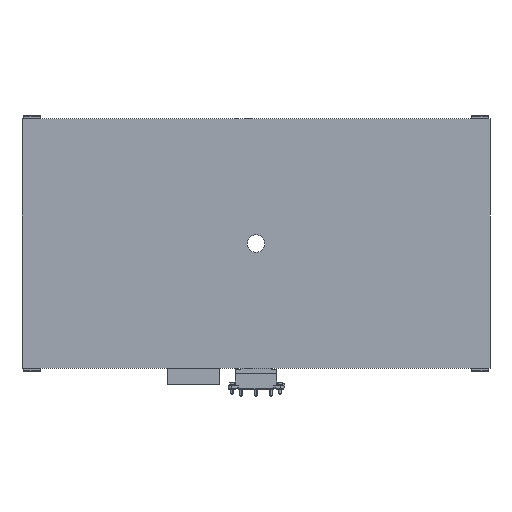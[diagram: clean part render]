
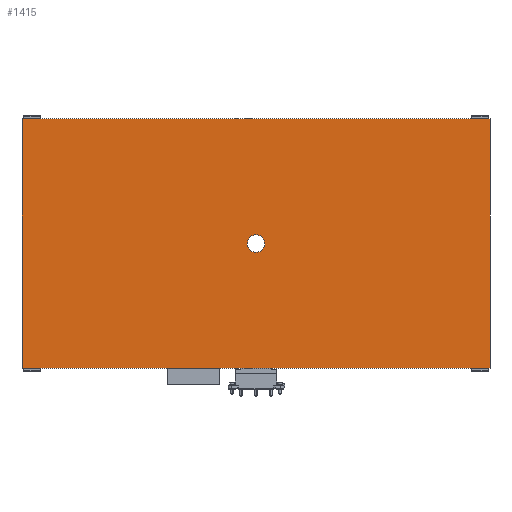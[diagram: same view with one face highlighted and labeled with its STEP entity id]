
A CAD part, left-side view. The second image highlights one B-rep face of the part: STEP entity #1415.
In plain terms, the highlighted face is planar.
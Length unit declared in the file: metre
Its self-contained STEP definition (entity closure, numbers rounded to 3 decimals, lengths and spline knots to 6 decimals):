
#1415=ADVANCED_FACE('',(#2402,#2403),#2404,.T.);
#2402=FACE_OUTER_BOUND('',#3549,.T.);
#2403=FACE_BOUND('',#3550,.T.);
#2404=PLANE('',#3551);
#3549=EDGE_LOOP('',(#6947,#6948,#6949,#6950));
#3550=EDGE_LOOP('',(#6951,#6952));
#3551=AXIS2_PLACEMENT_3D('',#6953,#6954,#6955);
#6947=ORIENTED_EDGE('',*,*,#8809,.F.);
#6948=ORIENTED_EDGE('',*,*,#8798,.F.);
#6949=ORIENTED_EDGE('',*,*,#8810,.F.);
#6950=ORIENTED_EDGE('',*,*,#8806,.F.);
#6951=ORIENTED_EDGE('',*,*,#8795,.T.);
#6952=ORIENTED_EDGE('',*,*,#8811,.T.);
#6953=CARTESIAN_POINT('',(0.09,0.,0.0209));
#6954=DIRECTION('',(0.0,0.,-1.0));
#6955=DIRECTION('',(0.0,-1.0,0.));
#8795=EDGE_CURVE('',#10726,#10723,#10727,.T.);
#8798=EDGE_CURVE('',#10731,#10732,#10733,.T.);
#8806=EDGE_CURVE('',#10745,#10746,#10747,.T.);
#8809=EDGE_CURVE('',#10732,#10745,#10750,.T.);
#8810=EDGE_CURVE('',#10746,#10731,#10751,.T.);
#8811=EDGE_CURVE('',#10723,#10726,#10752,.T.);
#10723=VERTEX_POINT('',#13599);
#10726=VERTEX_POINT('',#13603);
#10727=CIRCLE('',#13604,0.02);
#10731=VERTEX_POINT('',#13609);
#10732=VERTEX_POINT('',#13610);
#10733=LINE('',#13611,#13612);
#10745=VERTEX_POINT('',#13630);
#10746=VERTEX_POINT('',#13631);
#10747=LINE('',#13632,#13633);
#10750=LINE('',#13638,#13639);
#10751=LINE('',#13640,#13641);
#10752=CIRCLE('',#13642,0.02);
#13599=CARTESIAN_POINT('',(0.07,0.,0.0209));
#13603=CARTESIAN_POINT('',(0.11,0.,0.0209));
#13604=AXIS2_PLACEMENT_3D('',#16159,#16160,#16161);
#13609=CARTESIAN_POINT('',(0.375,-0.535,0.0209));
#13610=CARTESIAN_POINT('',(0.375,0.535,0.0209));
#13611=CARTESIAN_POINT('',(0.375,0.,0.0209));
#13612=VECTOR('',#16166,1.0);
#13630=CARTESIAN_POINT('',(-0.195,0.535,0.0209));
#13631=CARTESIAN_POINT('',(-0.195,-0.535,0.0209));
#13632=CARTESIAN_POINT('',(-0.195,0.,0.0209));
#13633=VECTOR('',#16176,1.0);
#13638=CARTESIAN_POINT('',(0.09,0.535,0.0209));
#13639=VECTOR('',#16179,1.0);
#13640=CARTESIAN_POINT('',(0.09,-0.535,0.0209));
#13641=VECTOR('',#16180,1.0);
#13642=AXIS2_PLACEMENT_3D('',#16181,#16182,#16183);
#16159=CARTESIAN_POINT('',(0.09,0.,0.0209));
#16160=DIRECTION('',(0.0,0.,1.0));
#16161=DIRECTION('',(-1.0,0.0,0.0));
#16166=DIRECTION('',(0.0,1.0,0.0));
#16176=DIRECTION('',(-0.0,-1.0,0.0));
#16179=DIRECTION('',(-1.0,0.0,0.0));
#16180=DIRECTION('',(1.0,0.0,0.0));
#16181=CARTESIAN_POINT('',(0.09,0.,0.0209));
#16182=DIRECTION('',(0.0,0.,1.0));
#16183=DIRECTION('',(-1.0,0.0,0.0));
